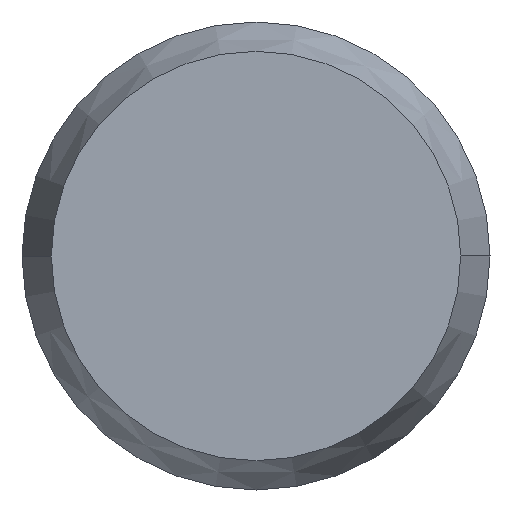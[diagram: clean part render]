
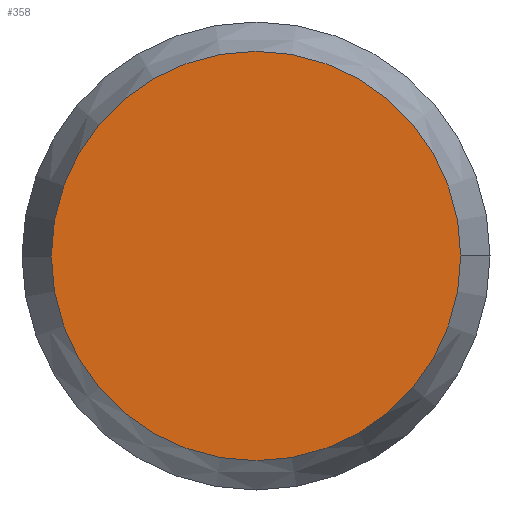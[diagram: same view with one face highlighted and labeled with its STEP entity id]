
A CAD part, front view. The second image highlights one B-rep face of the part: STEP entity #358.
In plain terms, the highlighted planar face has unit normal (0, -1, 0).
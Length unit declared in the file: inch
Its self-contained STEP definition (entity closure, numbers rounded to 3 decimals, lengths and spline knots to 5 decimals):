
#6 = CARTESIAN_POINT ( 'NONE',  ( 0., 0., 0.10935 ) ) ;
#28 = DIRECTION ( 'NONE',  ( 0., 0., -1. ) ) ;
#29 = CARTESIAN_POINT ( 'NONE',  ( 0., 0., 0. ) ) ;
#38 = VERTEX_POINT ( 'NONE', #6 ) ;
#59 = FACE_OUTER_BOUND ( 'NONE', #195, .T. ) ;
#64 = ORIENTED_EDGE ( 'NONE', *, *, #187, .T. ) ;
#102 = ORIENTED_EDGE ( 'NONE', *, *, #292, .T. ) ;
#103 = CIRCLE ( 'NONE', #330, 0.10935 ) ;
#108 = CARTESIAN_POINT ( 'NONE',  ( 0., 0., -0.10935 ) ) ;
#115 = VERTEX_POINT ( 'NONE', #108 ) ;
#124 = AXIS2_PLACEMENT_3D ( 'NONE', #229, #331, #199 ) ;
#132 = DIRECTION ( 'NONE',  ( 0., -1., 0. ) ) ;
#163 = CARTESIAN_POINT ( 'NONE',  ( 0., 0., 0. ) ) ;
#185 = DIRECTION ( 'NONE',  ( 0., -1., 0. ) ) ;
#187 = EDGE_CURVE ( 'NONE', #115, #38, #103, .T. ) ;
#195 = EDGE_LOOP ( 'NONE', ( #64, #102 ) ) ;
#199 = DIRECTION ( 'NONE',  ( 0., 0., -1. ) ) ;
#215 = DIRECTION ( 'NONE',  ( 0., 0., -1. ) ) ;
#216 = AXIS2_PLACEMENT_3D ( 'NONE', #29, #132, #215 ) ;
#229 = CARTESIAN_POINT ( 'NONE',  ( 0., 0., 0. ) ) ;
#249 = PLANE ( 'NONE',  #216 ) ;
#292 = EDGE_CURVE ( 'NONE', #38, #115, #348, .T. ) ;
#330 = AXIS2_PLACEMENT_3D ( 'NONE', #163, #185, #28 ) ;
#331 = DIRECTION ( 'NONE',  ( 0., -1., 0. ) ) ;
#348 = CIRCLE ( 'NONE', #124, 0.10935 ) ;
#358 = ADVANCED_FACE ( 'NONE', ( #59 ), #249, .T. ) ;
